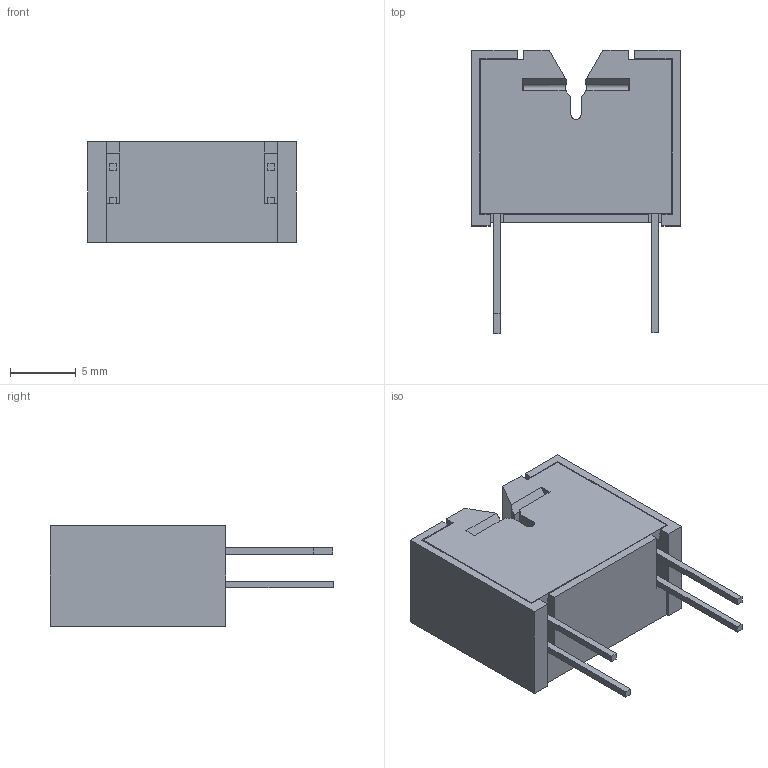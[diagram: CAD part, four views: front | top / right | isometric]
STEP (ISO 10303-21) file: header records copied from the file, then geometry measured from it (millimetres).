
FILE_DESCRIPTION(/* description */ (''),/* implementation_level */ '2;1');
FILE_NAME(/* name */ 'OPB350L062',/* time_stamp */ '2013-05-10T11:03:53-05:00',/* author */ (''),/* organization */ (''),/* preprocessor_version */ 'ST-DEVELOPER v9',/* originating_system */ 'UGS - NX 4.0',/* authorisation */ '');
FILE_SCHEMA (('CONFIG_CONTROL_DESIGN'));
Length unit declared in the file: inch
Products named in the file (1): OPB350L062
Bounding box: 15.88 x 21.51 x 7.62 mm (x, y, z)
Volume: 1454.2 mm3; surface area: 1268.9 mm2
Topology: 1 solids, 1 shells, 126 faces, 384 edges, 254 vertices
Faces by surface type: plane 114, cylinder 10, sphere 2
Entity records: 4342 total; most frequent: CARTESIAN_POINT 823, ORIENTED_EDGE 758, DIRECTION 649, EDGE_CURVE 379, LINE 353, VECTOR 353, VERTEX_POINT 251, AXIS2_PLACEMENT_3D 148
